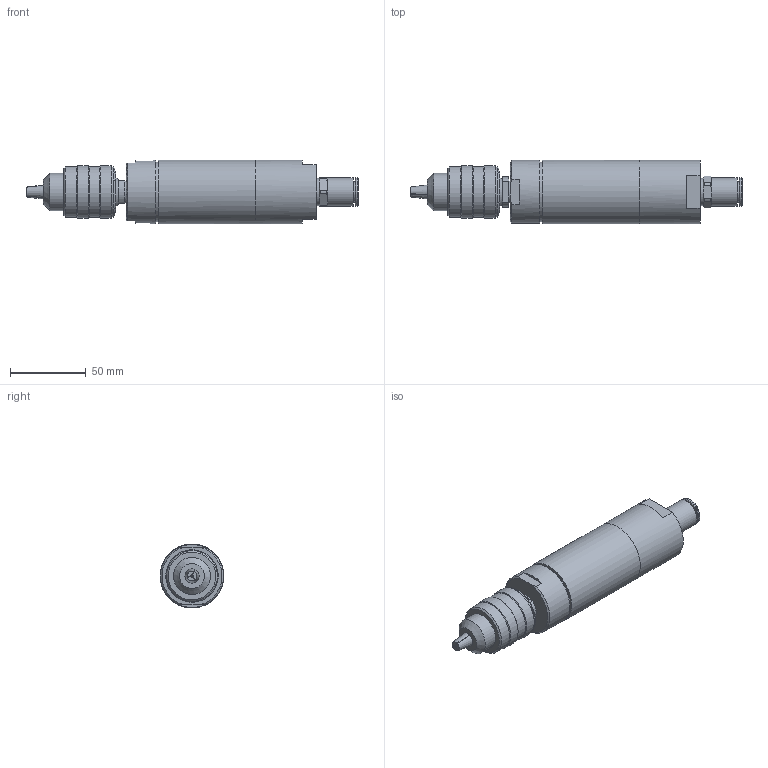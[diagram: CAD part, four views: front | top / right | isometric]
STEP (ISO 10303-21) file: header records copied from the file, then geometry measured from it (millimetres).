
FILE_DESCRIPTION((''),'2;1');
FILE_NAME('EBM 38-5200 B_29937647.stp','2008-06-12T11:22:17',('rmorof'),(''),'Autodesk Inventor 2008','Autodesk Inventor 2008','');
FILE_SCHEMA(('AUTOMOTIVE_DESIGN { 1 0 10303 214 1 1 1 1 }'));
Length unit declared in the file: millimetre
Products named in the file (1): Bauteil5
Bounding box: 218.55 x 42 x 41.98 mm (x, y, z)
Volume: 214204.2 mm3; surface area: 29366.2 mm2
Topology: 1 solids, 1 shells, 110 faces, 247 edges, 156 vertices
Faces by surface type: plane 54, cylinder 27, cone 27, torus 2
Full cylindrical faces by diameter (mm): 1.5 x1, 12 x1, 13.2 x1, 14.95 x1, 16 x1, 18 x1, 18.5 x2, 24.5 x1, 27.47 x1, 33.5 x3, 34.5 x2, 39.033 x1, 41.5 x1, 42 x2
Entity records: 2998 total; most frequent: CARTESIAN_POINT 539, DIRECTION 498, ORIENTED_EDGE 420, AXIS2_PLACEMENT_3D 211, EDGE_CURVE 210, EDGE_LOOP 158, VERTEX_POINT 150, FACE_OUTER_BOUND 110
